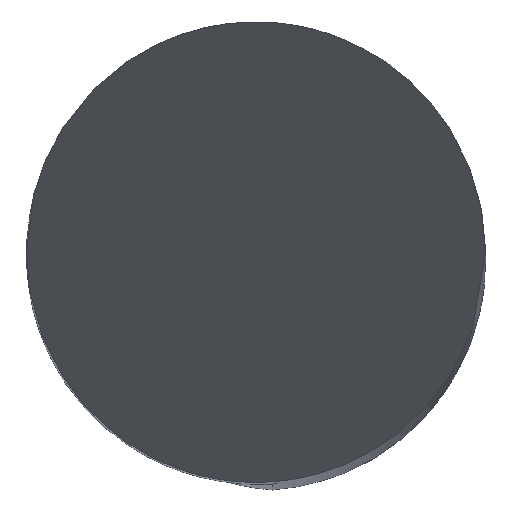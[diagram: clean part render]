
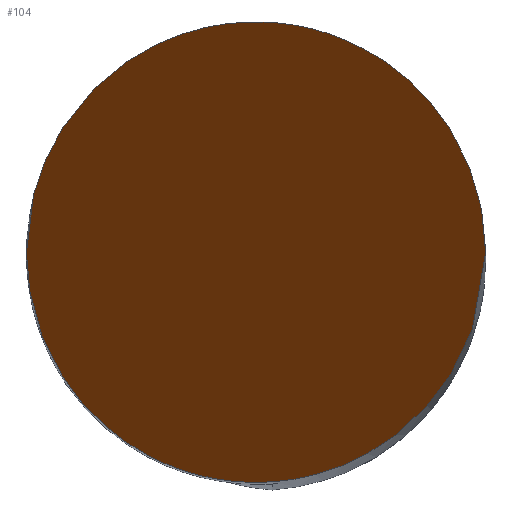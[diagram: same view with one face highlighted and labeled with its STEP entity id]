
A CAD part, top view. The second image highlights one B-rep face of the part: STEP entity #104.
In plain terms, the highlighted planar face has unit normal (0, -0.866, 0.5).
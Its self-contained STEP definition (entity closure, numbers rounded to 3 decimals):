
#47=PLANE('',#557);
#72=FACE_OUTER_BOUND('',#167,.T.);
#104=ADVANCED_FACE('',(#72),#47,.F.);
#167=EDGE_LOOP('',(#244,#245,#246,#247));
#186=ELLIPSE('',#544,7.,3.5);
#244=ORIENTED_EDGE('',*,*,#382,.F.);
#245=ORIENTED_EDGE('',*,*,#385,.F.);
#246=ORIENTED_EDGE('',*,*,#384,.F.);
#247=ORIENTED_EDGE('',*,*,#383,.F.);
#333=VERTEX_POINT('',#675);
#334=VERTEX_POINT('',#676);
#335=VERTEX_POINT('',#681);
#336=VERTEX_POINT('',#686);
#382=EDGE_CURVE('',#333,#334,#454,.T.);
#383=EDGE_CURVE('',#334,#335,#455,.T.);
#384=EDGE_CURVE('',#335,#336,#456,.T.);
#385=EDGE_CURVE('',#336,#333,#186,.T.);
#454=(
BOUNDED_CURVE()
B_SPLINE_CURVE(3,(#671,#672,#673,#674),.UNSPECIFIED.,.F.,.F.)
B_SPLINE_CURVE_WITH_KNOTS((4,4),(0.,1.),.UNSPECIFIED.)
CURVE()
GEOMETRIC_REPRESENTATION_ITEM()
RATIONAL_B_SPLINE_CURVE((1.,0.973,0.973,1.))
REPRESENTATION_ITEM('')
);
#455=(
BOUNDED_CURVE()
B_SPLINE_CURVE(3,(#677,#678,#679,#680),.UNSPECIFIED.,.F.,.F.)
B_SPLINE_CURVE_WITH_KNOTS((4,4),(0.,1.),.UNSPECIFIED.)
CURVE()
GEOMETRIC_REPRESENTATION_ITEM()
RATIONAL_B_SPLINE_CURVE((1.,0.333,0.333,1.))
REPRESENTATION_ITEM('')
);
#456=(
BOUNDED_CURVE()
B_SPLINE_CURVE(3,(#682,#683,#684,#685),.UNSPECIFIED.,.F.,.F.)
B_SPLINE_CURVE_WITH_KNOTS((4,4),(0.,1.),.UNSPECIFIED.)
CURVE()
GEOMETRIC_REPRESENTATION_ITEM()
RATIONAL_B_SPLINE_CURVE((1.,0.973,0.973,1.))
REPRESENTATION_ITEM('')
);
#544=AXIS2_PLACEMENT_3D('',#687,#576,#577);
#557=AXIS2_PLACEMENT_3D('',#990,#609,#610);
#576=DIRECTION('',(0.,0.866,-0.5));
#577=DIRECTION('',(0.,-0.5,-0.866));
#609=DIRECTION('',(0.,0.866,-0.5));
#610=DIRECTION('',(0.,0.5,0.866));
#671=CARTESIAN_POINT('',(2.955,1.876,3.25));
#672=CARTESIAN_POINT('',(3.313,1.312,2.272));
#673=CARTESIAN_POINT('',(3.5,0.669,1.159));
#674=CARTESIAN_POINT('',(3.5,0.,0.));
#675=CARTESIAN_POINT('',(2.955,1.876,3.25));
#676=CARTESIAN_POINT('',(3.5,0.,0.));
#677=CARTESIAN_POINT('',(3.5,0.,0.));
#678=CARTESIAN_POINT('',(3.5,-7.,-12.124));
#679=CARTESIAN_POINT('',(-3.5,-7.,-12.124));
#680=CARTESIAN_POINT('',(-3.5,0.,0.));
#681=CARTESIAN_POINT('',(-3.5,0.,0.));
#682=CARTESIAN_POINT('',(-3.5,0.,0.));
#683=CARTESIAN_POINT('',(-3.5,0.669,1.159));
#684=CARTESIAN_POINT('',(-3.313,1.312,2.272));
#685=CARTESIAN_POINT('',(-2.955,1.876,3.25));
#686=CARTESIAN_POINT('',(-2.955,1.876,3.25));
#687=CARTESIAN_POINT('',(0.,0.,0.));
#990=CARTESIAN_POINT('',(3.5,2.967,5.139));
